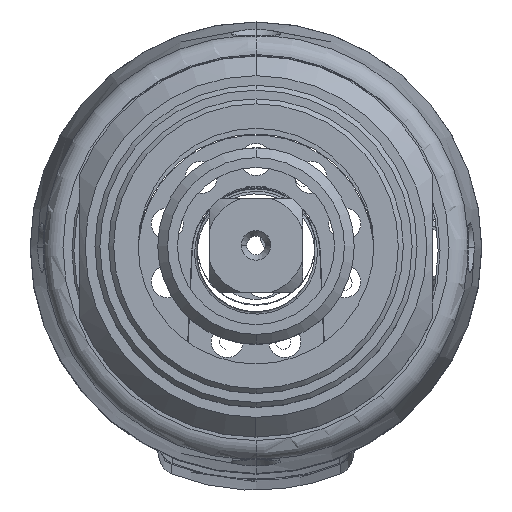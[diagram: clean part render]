
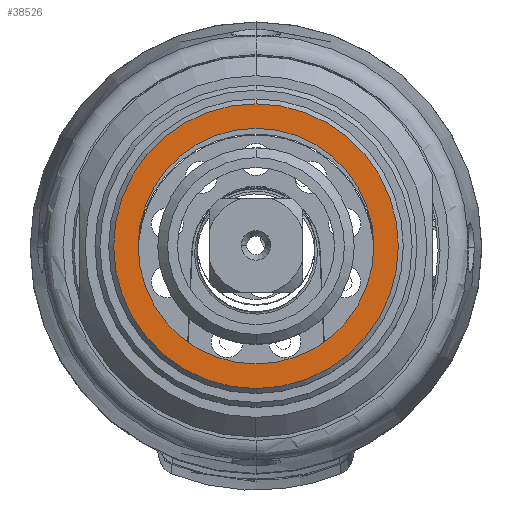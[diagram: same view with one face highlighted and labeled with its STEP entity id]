
A CAD part, top view. The second image highlights one B-rep face of the part: STEP entity #38526.
In plain terms, the highlighted planar face has unit normal (0, 0, 1).
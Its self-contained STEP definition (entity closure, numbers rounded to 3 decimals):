
#37939=CARTESIAN_POINT('',(0.,0.,108.267));
#37940=DIRECTION('',(0.,0.,1.));
#37941=DIRECTION('',(0.,1.,0.));
#37942=AXIS2_PLACEMENT_3D('',#37939,#37940,#37941);
#37944=CARTESIAN_POINT('',(0.,0.,108.267));
#37945=DIRECTION('',(0.,0.,1.));
#37946=DIRECTION('',(0.,-1.,0.));
#37947=AXIS2_PLACEMENT_3D('',#37944,#37945,#37946);
#38125=CARTESIAN_POINT('',(0.,0.,108.267));
#38126=DIRECTION('',(0.,0.,1.));
#38127=DIRECTION('',(0.,-1.,0.));
#38128=AXIS2_PLACEMENT_3D('',#38125,#38126,#38127);
#38135=CARTESIAN_POINT('',(0.,0.,108.267));
#38136=DIRECTION('',(0.,0.,1.));
#38137=DIRECTION('',(0.,1.,0.));
#38138=AXIS2_PLACEMENT_3D('',#38135,#38136,#38137);
#38251=CARTESIAN_POINT('',(0.,12.,108.267));
#38252=CARTESIAN_POINT('',(0.,-12.,108.267));
#38253=VERTEX_POINT('',#38251);
#38254=VERTEX_POINT('',#38252);
#38271=CARTESIAN_POINT('',(0.,-14.5,108.267));
#38272=CARTESIAN_POINT('',(0.,14.5,108.267));
#38273=VERTEX_POINT('',#38271);
#38274=VERTEX_POINT('',#38272);
#38509=CARTESIAN_POINT('',(0.,0.,108.267));
#38510=DIRECTION('',(0.,0.,-1.));
#38511=DIRECTION('',(0.,-1.,0.));
#38512=AXIS2_PLACEMENT_3D('',#38509,#38510,#38511);
#38513=PLANE('',#38512);
#38515=ORIENTED_EDGE('',*,*,#38514,.F.);
#38517=ORIENTED_EDGE('',*,*,#38516,.F.);
#38518=EDGE_LOOP('',(#38515,#38517));
#38519=FACE_OUTER_BOUND('',#38518,.F.);
#38521=ORIENTED_EDGE('',*,*,#38520,.T.);
#38523=ORIENTED_EDGE('',*,*,#38522,.T.);
#38524=EDGE_LOOP('',(#38521,#38523));
#38525=FACE_BOUND('',#38524,.F.);
#38526=ADVANCED_FACE('',(#38519,#38525),#38513,.F.);
#37943=CIRCLE('',#37942,12.);
#37948=CIRCLE('',#37947,12.);
#38129=CIRCLE('',#38128,14.5);
#38139=CIRCLE('',#38138,14.5);
#38514=EDGE_CURVE('',#38274,#38273,#38139,.T.);
#38516=EDGE_CURVE('',#38273,#38274,#38129,.T.);
#38520=EDGE_CURVE('',#38253,#38254,#37943,.T.);
#38522=EDGE_CURVE('',#38254,#38253,#37948,.T.);
